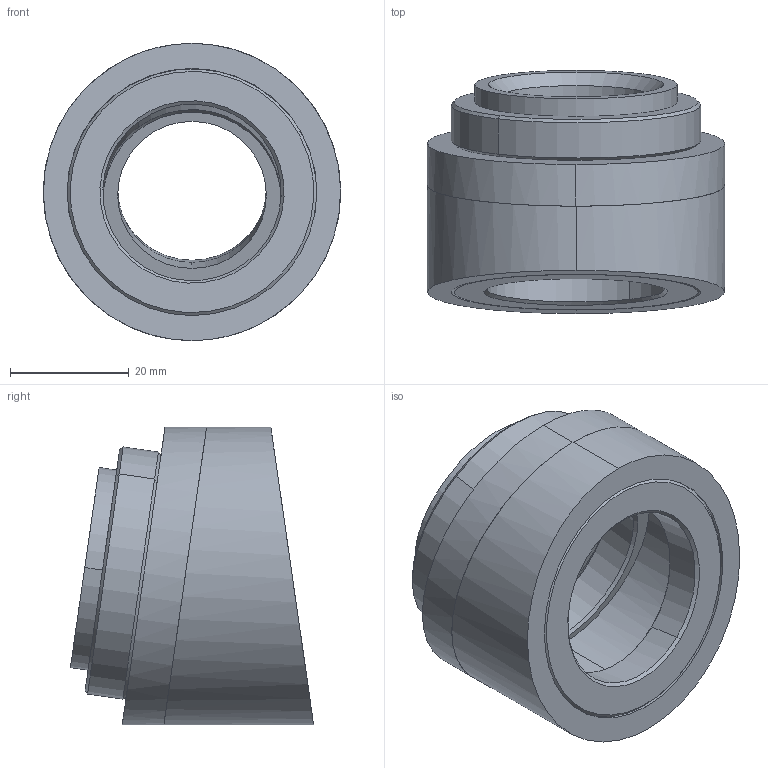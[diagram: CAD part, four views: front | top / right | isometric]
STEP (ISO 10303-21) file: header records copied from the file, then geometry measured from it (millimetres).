
FILE_DESCRIPTION (( 'STEP AP203' ), '1' );
FILE_NAME ('bar2p_默认_sldprt.STEP', '2021-09-11T04:24:47', ( '' ), ( '' ), 'SwSTEP 2.0', 'SolidWorks 2020', '' );
FILE_SCHEMA (( 'CONFIG_CONTROL_DESIGN' ));
Length unit declared in the file: millimetre
Products named in the file (1): bar2p_默认_sldprt
Bounding box: 49.99 x 40.91 x 50 mm (x, y, z)
Volume: 37032.4 mm3; surface area: 22682.5 mm2
Topology: 6 solids, 6 shells, 77 faces, 154 edges, 94 vertices
Faces by surface type: cylinder 34, cone 26, plane 17
Entity records: 2093 total; most frequent: DIRECTION 380, CARTESIAN_POINT 362, ORIENTED_EDGE 308, AXIS2_PLACEMENT_3D 160, EDGE_CURVE 154, VERTEX_POINT 94, EDGE_LOOP 94, CIRCLE 82
